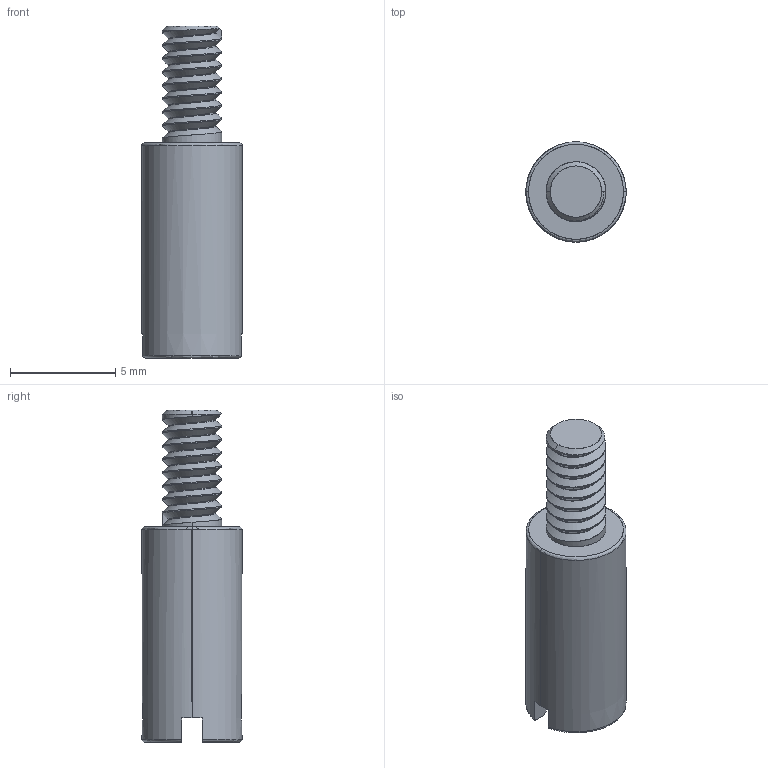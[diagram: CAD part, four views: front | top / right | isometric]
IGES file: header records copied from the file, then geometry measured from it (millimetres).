
Start section: SolidWorks IGES file using analytic representation for surfaces
Global section: file name: 18121r3.igs; native system: SolidWorks 2010; preprocessor: SolidWorks 2010; author: kkamath; date: 110705.132505; units: inch
Bounding box: 4.78 x 4.78 x 15.8 mm (x, y, z)
Surface area: 372.7 mm2 (no closed solid volume)
Topology: 0 solids, 0 shells, 76 faces, 1414 edges, 1412 vertices
Faces by surface type: revolution 49, bspline 27
